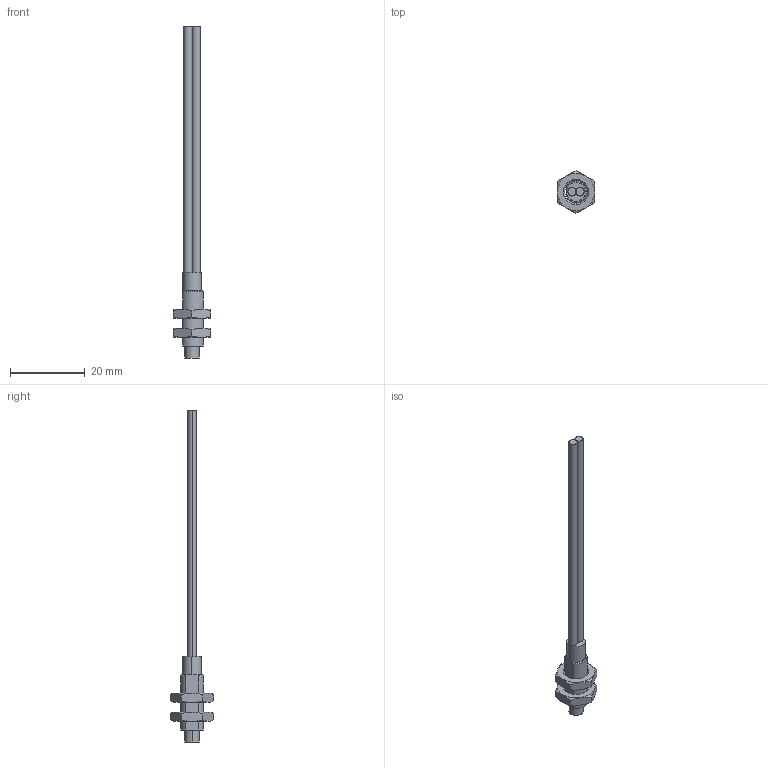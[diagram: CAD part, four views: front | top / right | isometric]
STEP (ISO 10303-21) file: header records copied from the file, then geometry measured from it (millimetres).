
FILE_DESCRIPTION((''),'2;1');
FILE_NAME('CAD2358_SW0002','2016-08-19T',('cmozuch'),(''),'PRO/ENGINEER BY PARAMETRIC TECHNOLOGY CORPORATION, 2015440','PRO/ENGINEER BY PARAMETRIC TECHNOLOGY CORPORATION, 2015440','');
FILE_SCHEMA(('CONFIG_CONTROL_DESIGN'));
Length unit declared in the file: millimetre
Products named in the file (1): CAD2358_SW0002
Bounding box: 10 x 11.55 x 89 mm (x, y, z)
Volume: 1322.1 mm3; surface area: 1719.4 mm2
Topology: 1 solids, 1 shells, 78 faces, 180 edges, 109 vertices
Faces by surface type: cone 36, plane 25, cylinder 17
Entity records: 3048 total; most frequent: CARTESIAN_POINT 692, DIRECTION 365, ORIENTED_EDGE 360, EDGE_CURVE 180, AXIS2_PLACEMENT_3D 159, VERTEX_POINT 109, EDGE_LOOP 87, CIRCLE 81
